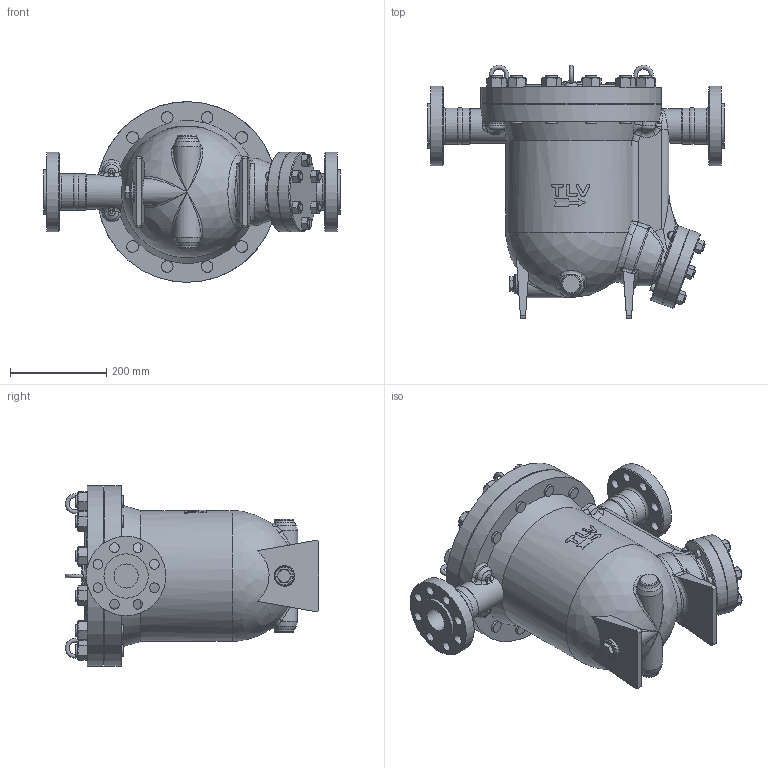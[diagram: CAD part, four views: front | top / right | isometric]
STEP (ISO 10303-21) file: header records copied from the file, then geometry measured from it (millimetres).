
FILE_DESCRIPTION((''),'2;1');
FILE_NAME('jah8r-050-a0600-00.stp','2014-03-27T08:46:32',('nakaot'),(''),'Autodesk Inventor 2012','Autodesk Inventor 2012','');
FILE_SCHEMA(('AUTOMOTIVE_DESIGN { 1 0 10303 214 1 1 1 1 }'));
Length unit declared in the file: millimetre
Products named in the file (1): jah8r-050-a0600-00
Bounding box: 615.8 x 526.45 x 375 mm (x, y, z)
Volume: 32875509 mm3; surface area: 1145870.2 mm2
Topology: 1 solids, 1 shells, 715 faces, 1790 edges, 1107 vertices
Faces by surface type: plane 266, cylinder 140, cone 140, bspline 125, torus 41, sphere 3
Full cylindrical faces by diameter (mm): 16 x16, 19 x6, 20 x16, 21 x1, 22.2 x1, 24 x24, 36 x1, 40 x3, 50 x2, 72 x2, 75 x4, 90 x1, 92.1 x2, 105 x1, 165 x4, 200 x1, 375 x2
Entity records: 30824 total; most frequent: CARTESIAN_POINT 15941, ORIENTED_EDGE 3170, DIRECTION 2748, EDGE_CURVE 1585, AXIS2_PLACEMENT_3D 1168, VERTEX_POINT 1043, EDGE_LOOP 978, FACE_OUTER_BOUND 715
